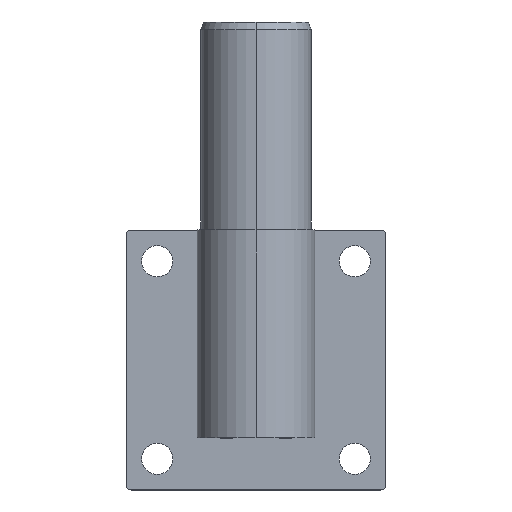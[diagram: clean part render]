
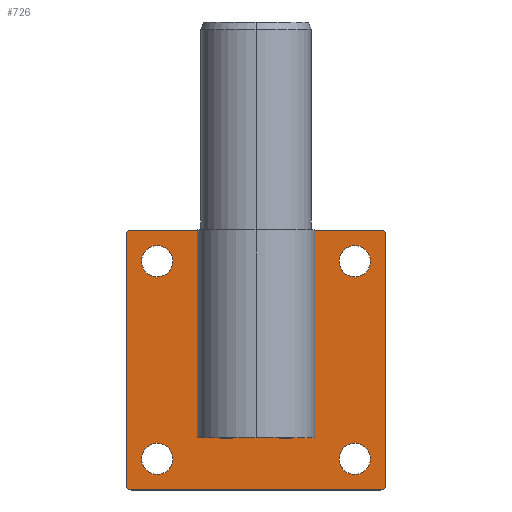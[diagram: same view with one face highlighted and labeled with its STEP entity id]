
A CAD part, top view. The second image highlights one B-rep face of the part: STEP entity #726.
In plain terms, the highlighted planar face has unit normal (0, 0, 1).
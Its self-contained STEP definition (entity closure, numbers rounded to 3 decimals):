
#8 = AXIS2_PLACEMENT_3D ( 'NONE', #830, #348, #131 ) ;
#13 = EDGE_CURVE ( 'NONE', #630, #820, #770, .T. ) ;
#32 = CARTESIAN_POINT ( 'NONE',  ( 50., 48., 2. ) ) ;
#57 = ORIENTED_EDGE ( 'NONE', *, *, #476, .F. ) ;
#59 = VERTEX_POINT ( 'NONE', #481 ) ;
#60 = CIRCLE ( 'NONE', #363, 6. ) ;
#72 = DIRECTION ( 'NONE',  ( 1., 0., 0. ) ) ;
#78 = EDGE_CURVE ( 'NONE', #215, #668, #326, .T. ) ;
#82 = ORIENTED_EDGE ( 'NONE', *, *, #550, .F. ) ;
#90 = AXIS2_PLACEMENT_3D ( 'NONE', #643, #361, #852 ) ;
#96 = EDGE_CURVE ( 'NONE', #780, #187, #385, .T. ) ;
#99 = CARTESIAN_POINT ( 'NONE',  ( -32., 38., 2. ) ) ;
#101 = DIRECTION ( 'NONE',  ( 0., 0., 1. ) ) ;
#113 = DIRECTION ( 'NONE',  ( 1., 0., 0. ) ) ;
#131 = DIRECTION ( 'NONE',  ( 1., 0., 0. ) ) ;
#139 = CARTESIAN_POINT ( 'NONE',  ( 38., 38., 2. ) ) ;
#154 = CARTESIAN_POINT ( 'NONE',  ( -48., 50., 2. ) ) ;
#160 = DIRECTION ( 'NONE',  ( 1., 0., 0. ) ) ;
#161 = CARTESIAN_POINT ( 'NONE',  ( -38., 38., 2. ) ) ;
#166 = CARTESIAN_POINT ( 'NONE',  ( 48., -50., 2. ) ) ;
#169 = ORIENTED_EDGE ( 'NONE', *, *, #96, .T. ) ;
#170 = DIRECTION ( 'NONE',  ( 1., 0., 0. ) ) ;
#175 = LINE ( 'NONE', #855, #883 ) ;
#181 = VECTOR ( 'NONE', #509, 1000. ) ;
#184 = CIRCLE ( 'NONE', #340, 6. ) ;
#187 = VERTEX_POINT ( 'NONE', #154 ) ;
#188 = EDGE_CURVE ( 'NONE', #820, #59, #607, .T. ) ;
#191 = ORIENTED_EDGE ( 'NONE', *, *, #188, .T. ) ;
#203 = ORIENTED_EDGE ( 'NONE', *, *, #580, .F. ) ;
#215 = VERTEX_POINT ( 'NONE', #243 ) ;
#222 = CARTESIAN_POINT ( 'NONE',  ( 32., -38., 2. ) ) ;
#228 = VERTEX_POINT ( 'NONE', #255 ) ;
#241 = CARTESIAN_POINT ( 'NONE',  ( 44., 38., 2. ) ) ;
#243 = CARTESIAN_POINT ( 'NONE',  ( 44., -38., 2. ) ) ;
#245 = CARTESIAN_POINT ( 'NONE',  ( 50., 48., 2. ) ) ;
#255 = CARTESIAN_POINT ( 'NONE',  ( -50., -48., 2. ) ) ;
#259 = CARTESIAN_POINT ( 'NONE',  ( -48., -48., 2. ) ) ;
#267 = CARTESIAN_POINT ( 'NONE',  ( -38., 38., 2. ) ) ;
#276 = CARTESIAN_POINT ( 'NONE',  ( -50., 48., 2. ) ) ;
#296 = CARTESIAN_POINT ( 'NONE',  ( -38., -38., 2. ) ) ;
#312 = FACE_OUTER_BOUND ( 'NONE', #342, .T. ) ;
#317 = CARTESIAN_POINT ( 'NONE',  ( -48., 48., 2. ) ) ;
#318 = CARTESIAN_POINT ( 'NONE',  ( -48., -48., 2. ) ) ;
#326 = CIRCLE ( 'NONE', #533, 6. ) ;
#335 = CARTESIAN_POINT ( 'NONE',  ( -38., -38., 2. ) ) ;
#340 = AXIS2_PLACEMENT_3D ( 'NONE', #267, #353, #72 ) ;
#342 = EDGE_LOOP ( 'NONE', ( #748, #844, #191, #863, #768, #169, #530, #689 ) ) ;
#348 = DIRECTION ( 'NONE',  ( 0., 0., 1. ) ) ;
#353 = DIRECTION ( 'NONE',  ( 0., 0., 1. ) ) ;
#361 = DIRECTION ( 'NONE',  ( 0., 0., 1. ) ) ;
#362 = VERTEX_POINT ( 'NONE', #461 ) ;
#363 = AXIS2_PLACEMENT_3D ( 'NONE', #296, #727, #113 ) ;
#367 = AXIS2_PLACEMENT_3D ( 'NONE', #259, #531, #887 ) ;
#380 = DIRECTION ( 'NONE',  ( 1., 0., 0. ) ) ;
#382 = ORIENTED_EDGE ( 'NONE', *, *, #422, .F. ) ;
#385 = LINE ( 'NONE', #562, #181 ) ;
#389 = CARTESIAN_POINT ( 'NONE',  ( 48., 50., 2. ) ) ;
#404 = CIRCLE ( 'NONE', #800, 2. ) ;
#406 = VECTOR ( 'NONE', #695, 1000. ) ;
#409 = DIRECTION ( 'NONE',  ( 1., 0., 0. ) ) ;
#412 = EDGE_CURVE ( 'NONE', #829, #362, #452, .T. ) ;
#414 = ORIENTED_EDGE ( 'NONE', *, *, #78, .F. ) ;
#415 = CARTESIAN_POINT ( 'NONE',  ( -48., -50., 2. ) ) ;
#422 = EDGE_CURVE ( 'NONE', #362, #829, #594, .T. ) ;
#429 = VECTOR ( 'NONE', #518, 1000. ) ;
#436 = AXIS2_PLACEMENT_3D ( 'NONE', #856, #585, #380 ) ;
#438 = AXIS2_PLACEMENT_3D ( 'NONE', #139, #690, #814 ) ;
#439 = DIRECTION ( 'NONE',  ( 1., 0., 0. ) ) ;
#445 = CARTESIAN_POINT ( 'NONE',  ( 48., 48., 2. ) ) ;
#449 = AXIS2_PLACEMENT_3D ( 'NONE', #318, #514, #439 ) ;
#452 = CIRCLE ( 'NONE', #8, 6. ) ;
#453 = EDGE_CURVE ( 'NONE', #749, #558, #559, .T. ) ;
#461 = CARTESIAN_POINT ( 'NONE',  ( 32., 38., 2. ) ) ;
#468 = EDGE_LOOP ( 'NONE', ( #203, #414 ) ) ;
#476 = EDGE_CURVE ( 'NONE', #751, #536, #184, .T. ) ;
#481 = CARTESIAN_POINT ( 'NONE',  ( 50., -48., 2. ) ) ;
#482 = DIRECTION ( 'NONE',  ( 0., 0., 1. ) ) ;
#487 = VERTEX_POINT ( 'NONE', #276 ) ;
#489 = CARTESIAN_POINT ( 'NONE',  ( -32., -38., 2. ) ) ;
#494 = EDGE_CURVE ( 'NONE', #228, #630, #548, .T. ) ;
#500 = FACE_BOUND ( 'NONE', #650, .T. ) ;
#509 = DIRECTION ( 'NONE',  ( -1., 0., 0. ) ) ;
#514 = DIRECTION ( 'NONE',  ( 0., 0., 1. ) ) ;
#518 = DIRECTION ( 'NONE',  ( 0., 1., 0. ) ) ;
#521 = AXIS2_PLACEMENT_3D ( 'NONE', #445, #724, #792 ) ;
#530 = ORIENTED_EDGE ( 'NONE', *, *, #859, .T. ) ;
#531 = DIRECTION ( 'NONE',  ( 0., 0., 1. ) ) ;
#533 = AXIS2_PLACEMENT_3D ( 'NONE', #634, #101, #160 ) ;
#536 = VERTEX_POINT ( 'NONE', #544 ) ;
#544 = CARTESIAN_POINT ( 'NONE',  ( -44., 38., 2. ) ) ;
#548 = CIRCLE ( 'NONE', #367, 2. ) ;
#550 = EDGE_CURVE ( 'NONE', #536, #751, #802, .T. ) ;
#557 = VERTEX_POINT ( 'NONE', #32 ) ;
#558 = VERTEX_POINT ( 'NONE', #489 ) ;
#559 = CIRCLE ( 'NONE', #786, 6. ) ;
#562 = CARTESIAN_POINT ( 'NONE',  ( -48., 50., 2. ) ) ;
#572 = DIRECTION ( 'NONE',  ( 0., 0., 1. ) ) ;
#576 = ORIENTED_EDGE ( 'NONE', *, *, #412, .F. ) ;
#580 = EDGE_CURVE ( 'NONE', #668, #215, #875, .T. ) ;
#583 = LINE ( 'NONE', #245, #429 ) ;
#585 = DIRECTION ( 'NONE',  ( 0., 0., 1. ) ) ;
#594 = CIRCLE ( 'NONE', #438, 6. ) ;
#607 = CIRCLE ( 'NONE', #436, 2. ) ;
#622 = EDGE_LOOP ( 'NONE', ( #382, #576 ) ) ;
#630 = VERTEX_POINT ( 'NONE', #848 ) ;
#631 = DIRECTION ( 'NONE',  ( 0., 0., 1. ) ) ;
#634 = CARTESIAN_POINT ( 'NONE',  ( 38., -38., 2. ) ) ;
#636 = AXIS2_PLACEMENT_3D ( 'NONE', #161, #631, #720 ) ;
#643 = CARTESIAN_POINT ( 'NONE',  ( 38., -38., 2. ) ) ;
#650 = EDGE_LOOP ( 'NONE', ( #715, #685 ) ) ;
#658 = FACE_BOUND ( 'NONE', #468, .T. ) ;
#668 = VERTEX_POINT ( 'NONE', #222 ) ;
#681 = EDGE_CURVE ( 'NONE', #557, #780, #752, .T. ) ;
#685 = ORIENTED_EDGE ( 'NONE', *, *, #785, .F. ) ;
#689 = ORIENTED_EDGE ( 'NONE', *, *, #835, .T. ) ;
#690 = DIRECTION ( 'NONE',  ( 0., 0., 1. ) ) ;
#695 = DIRECTION ( 'NONE',  ( 1., 0., 0. ) ) ;
#715 = ORIENTED_EDGE ( 'NONE', *, *, #453, .F. ) ;
#716 = DIRECTION ( 'NONE',  ( 0., -1., 0. ) ) ;
#717 = CARTESIAN_POINT ( 'NONE',  ( -44., -38., 2. ) ) ;
#720 = DIRECTION ( 'NONE',  ( 1., 0., 0. ) ) ;
#724 = DIRECTION ( 'NONE',  ( 0., 0., 1. ) ) ;
#726 = ADVANCED_FACE ( 'NONE', ( #658, #782, #312, #865, #500 ), #801, .T. ) ;
#727 = DIRECTION ( 'NONE',  ( 0., 0., 1. ) ) ;
#748 = ORIENTED_EDGE ( 'NONE', *, *, #494, .T. ) ;
#749 = VERTEX_POINT ( 'NONE', #717 ) ;
#751 = VERTEX_POINT ( 'NONE', #99 ) ;
#752 = CIRCLE ( 'NONE', #521, 2. ) ;
#768 = ORIENTED_EDGE ( 'NONE', *, *, #681, .T. ) ;
#770 = LINE ( 'NONE', #415, #406 ) ;
#780 = VERTEX_POINT ( 'NONE', #389 ) ;
#782 = FACE_BOUND ( 'NONE', #816, .T. ) ;
#785 = EDGE_CURVE ( 'NONE', #558, #749, #60, .T. ) ;
#786 = AXIS2_PLACEMENT_3D ( 'NONE', #335, #482, #409 ) ;
#792 = DIRECTION ( 'NONE',  ( -1., 0., 0. ) ) ;
#800 = AXIS2_PLACEMENT_3D ( 'NONE', #317, #572, #170 ) ;
#801 = PLANE ( 'NONE',  #449 ) ;
#802 = CIRCLE ( 'NONE', #636, 6. ) ;
#814 = DIRECTION ( 'NONE',  ( 1., 0., 0. ) ) ;
#816 = EDGE_LOOP ( 'NONE', ( #82, #57 ) ) ;
#820 = VERTEX_POINT ( 'NONE', #166 ) ;
#829 = VERTEX_POINT ( 'NONE', #241 ) ;
#830 = CARTESIAN_POINT ( 'NONE',  ( 38., 38., 2. ) ) ;
#835 = EDGE_CURVE ( 'NONE', #487, #228, #175, .T. ) ;
#844 = ORIENTED_EDGE ( 'NONE', *, *, #13, .T. ) ;
#848 = CARTESIAN_POINT ( 'NONE',  ( -48., -50., 2. ) ) ;
#852 = DIRECTION ( 'NONE',  ( 1., 0., 0. ) ) ;
#855 = CARTESIAN_POINT ( 'NONE',  ( -50., 48., 2. ) ) ;
#856 = CARTESIAN_POINT ( 'NONE',  ( 48., -48., 2. ) ) ;
#859 = EDGE_CURVE ( 'NONE', #187, #487, #404, .T. ) ;
#863 = ORIENTED_EDGE ( 'NONE', *, *, #871, .T. ) ;
#865 = FACE_BOUND ( 'NONE', #622, .T. ) ;
#871 = EDGE_CURVE ( 'NONE', #59, #557, #583, .T. ) ;
#875 = CIRCLE ( 'NONE', #90, 6. ) ;
#883 = VECTOR ( 'NONE', #716, 1000. ) ;
#887 = DIRECTION ( 'NONE',  ( 1., 0., 0. ) ) ;
